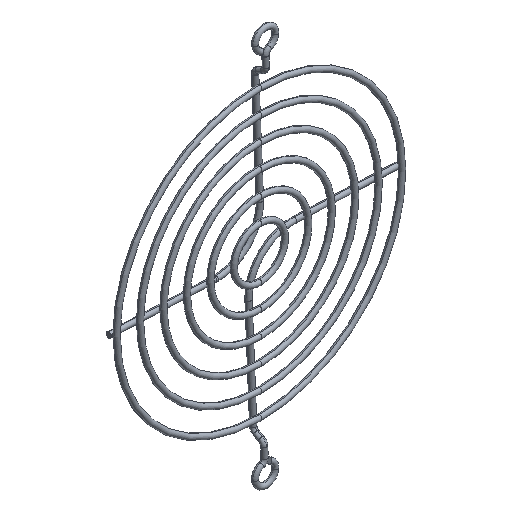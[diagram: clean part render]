
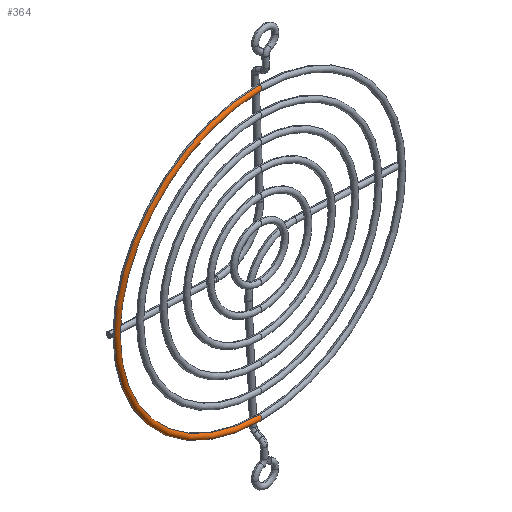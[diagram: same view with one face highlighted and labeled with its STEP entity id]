
A CAD part, isometric view. The second image highlights one B-rep face of the part: STEP entity #364.
In plain terms, the highlighted toroidal (fillet/blend) face has major radius 44.2 mm and minor radius 0.8 mm.
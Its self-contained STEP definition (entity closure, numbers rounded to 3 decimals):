
#14 = CARTESIAN_POINT ( 'NONE',  ( 0., -1.6, 43.4 ) ) ;
#52 = ORIENTED_EDGE ( 'NONE', *, *, #1257, .F. ) ;
#67 = DIRECTION ( 'NONE',  ( 0., 0., 1. ) ) ;
#102 = CIRCLE ( 'NONE', #1349, 0.8 ) ;
#145 = CIRCLE ( 'NONE', #182, 45. ) ;
#182 = AXIS2_PLACEMENT_3D ( 'NONE', #2130, #1187, #1668 ) ;
#279 = EDGE_CURVE ( 'NONE', #698, #822, #1081, .T. ) ;
#364 = ADVANCED_FACE ( 'NONE', ( #927 ), #1852, .T. ) ;
#388 = ORIENTED_EDGE ( 'NONE', *, *, #2105, .T. ) ;
#503 = CARTESIAN_POINT ( 'NONE',  ( 0., -1.6, 44.2 ) ) ;
#685 = DIRECTION ( 'NONE',  ( 0., 0., -1. ) ) ;
#698 = VERTEX_POINT ( 'NONE', #1698 ) ;
#796 = EDGE_CURVE ( 'NONE', #698, #1820, #1497, .T. ) ;
#822 = VERTEX_POINT ( 'NONE', #2065 ) ;
#927 = FACE_OUTER_BOUND ( 'NONE', #1661, .T. ) ;
#945 = VERTEX_POINT ( 'NONE', #1246 ) ;
#1081 = CIRCLE ( 'NONE', #1436, 0.8 ) ;
#1155 = ORIENTED_EDGE ( 'NONE', *, *, #279, .F. ) ;
#1177 = DIRECTION ( 'NONE',  ( -1., 0., 0. ) ) ;
#1187 = DIRECTION ( 'NONE',  ( 0., 1., 0. ) ) ;
#1246 = CARTESIAN_POINT ( 'NONE',  ( 0., -1.6, 45. ) ) ;
#1251 = DIRECTION ( 'NONE',  ( 0., 1., 0. ) ) ;
#1257 = EDGE_CURVE ( 'NONE', #822, #945, #145, .T. ) ;
#1261 = DIRECTION ( 'NONE',  ( 0., 0., 1. ) ) ;
#1349 = AXIS2_PLACEMENT_3D ( 'NONE', #503, #1177, #1367 ) ;
#1357 = CARTESIAN_POINT ( 'NONE',  ( 0., -1.6, -44.2 ) ) ;
#1367 = DIRECTION ( 'NONE',  ( 0., 0., 1. ) ) ;
#1369 = AXIS2_PLACEMENT_3D ( 'NONE', #1940, #1251, #1261 ) ;
#1396 = CARTESIAN_POINT ( 'NONE',  ( 0., -1.6, 0. ) ) ;
#1436 = AXIS2_PLACEMENT_3D ( 'NONE', #1357, #2059, #685 ) ;
#1497 = CIRCLE ( 'NONE', #1670, 43.4 ) ;
#1640 = ORIENTED_EDGE ( 'NONE', *, *, #796, .T. ) ;
#1661 = EDGE_LOOP ( 'NONE', ( #52, #1155, #1640, #388 ) ) ;
#1668 = DIRECTION ( 'NONE',  ( 0., 0., 1. ) ) ;
#1670 = AXIS2_PLACEMENT_3D ( 'NONE', #1396, #1719, #67 ) ;
#1698 = CARTESIAN_POINT ( 'NONE',  ( 0., -1.6, -43.4 ) ) ;
#1719 = DIRECTION ( 'NONE',  ( 0., 1., 0. ) ) ;
#1820 = VERTEX_POINT ( 'NONE', #14 ) ;
#1852 = TOROIDAL_SURFACE ( 'NONE', #1369, 44.2, 0.8 ) ;
#1940 = CARTESIAN_POINT ( 'NONE',  ( 0., -1.6, 0. ) ) ;
#2059 = DIRECTION ( 'NONE',  ( 1., 0., 0. ) ) ;
#2065 = CARTESIAN_POINT ( 'NONE',  ( 0., -1.6, -45. ) ) ;
#2105 = EDGE_CURVE ( 'NONE', #1820, #945, #102, .T. ) ;
#2130 = CARTESIAN_POINT ( 'NONE',  ( 0., -1.6, 0. ) ) ;
